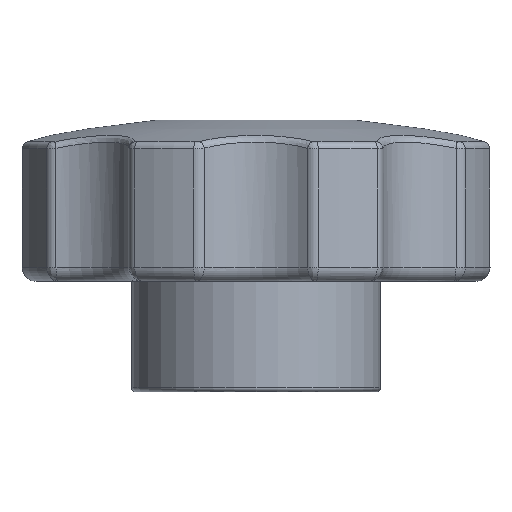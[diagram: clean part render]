
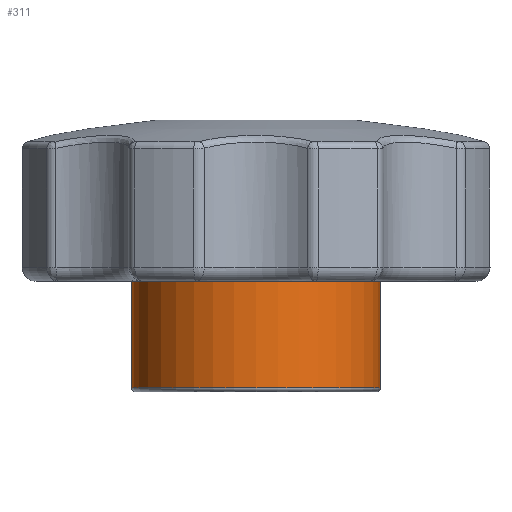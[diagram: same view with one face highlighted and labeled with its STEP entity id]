
A CAD part, front view. The second image highlights one B-rep face of the part: STEP entity #311.
In plain terms, the highlighted cylindrical face has radius 9 mm (diameter 18 mm), a full revolution.
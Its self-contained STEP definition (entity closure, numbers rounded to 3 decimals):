
#311 = ADVANCED_FACE( '', ( #654, #655 ), #656, .T. );
#654 = FACE_OUTER_BOUND( '', #5420, .T. );
#655 = FACE_OUTER_BOUND( '', #5421, .T. );
#656 = CYLINDRICAL_SURFACE( '', #5422, 9. );
#5420 = EDGE_LOOP( '', ( #7112 ) );
#5421 = EDGE_LOOP( '', ( #7113 ) );
#5422 = AXIS2_PLACEMENT_3D( '', #7114, #7115, #7116 );
#7112 = ORIENTED_EDGE( '', *, *, #7462, .T. );
#7113 = ORIENTED_EDGE( '', *, *, #7590, .F. );
#7114 = CARTESIAN_POINT( '', ( 0., 0., 57.15 ) );
#7115 = DIRECTION( '', ( 0., 0., -1. ) );
#7116 = DIRECTION( '', ( 1., 0., 0. ) );
#7462 = EDGE_CURVE( '', #7900, #7900, #7901, .T. );
#7590 = EDGE_CURVE( '', #8050, #8050, #8051, .T. );
#7900 = VERTEX_POINT( '', #10236 );
#7901 = CIRCLE( '', #10237, 9. );
#8050 = VERTEX_POINT( '', #11007 );
#8051 = CIRCLE( '', #11008, 9. );
#10236 = CARTESIAN_POINT( '', ( 9., 0., 0.3 ) );
#10237 = AXIS2_PLACEMENT_3D( '', #11375, #11376, #11377 );
#11007 = CARTESIAN_POINT( '', ( 9., 0., 8. ) );
#11008 = AXIS2_PLACEMENT_3D( '', #11529, #11530, #11531 );
#11375 = CARTESIAN_POINT( '', ( 0., 0., 0.3 ) );
#11376 = DIRECTION( '', ( 0., 0., 1. ) );
#11377 = DIRECTION( '', ( 1., 0., 0. ) );
#11529 = CARTESIAN_POINT( '', ( 0., 0., 8. ) );
#11530 = DIRECTION( '', ( 0., 0., 1. ) );
#11531 = DIRECTION( '', ( 1., 0., 0. ) );
